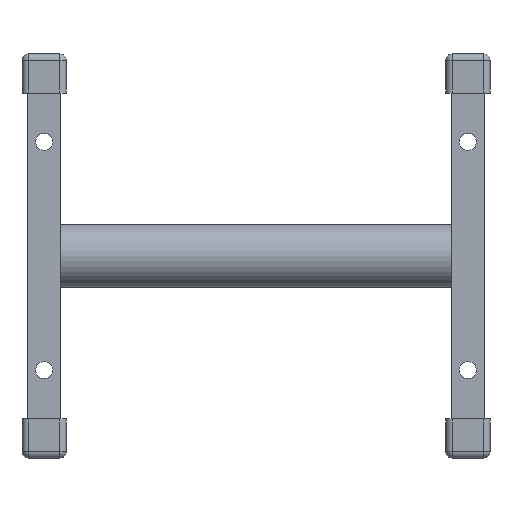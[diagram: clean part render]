
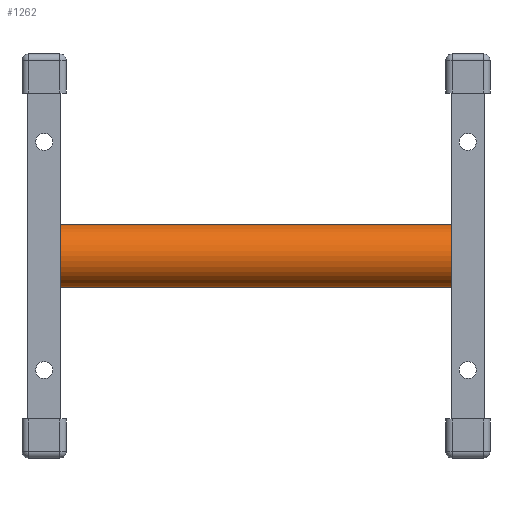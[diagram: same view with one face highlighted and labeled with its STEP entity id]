
A CAD part, front view. The second image highlights one B-rep face of the part: STEP entity #1262.
In plain terms, the highlighted cylindrical face has radius 24.15 mm (diameter 48.3 mm), a partial arc.
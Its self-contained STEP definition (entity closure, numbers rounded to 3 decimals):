
#277 = CARTESIAN_POINT ( 'NONE',  ( -150., 0., 24.15 ) ) ;
#285 = CARTESIAN_POINT ( 'NONE',  ( 150., 0., -24.15 ) ) ;
#305 = DIRECTION ( 'NONE',  ( 0., 0., 1. ) ) ;
#522 = ORIENTED_EDGE ( 'NONE', *, *, #4621, .T. ) ;
#809 = DIRECTION ( 'NONE',  ( 0., 0., -1. ) ) ;
#865 = DIRECTION ( 'NONE',  ( 1., 0., 0. ) ) ;
#1191 = DIRECTION ( 'NONE',  ( -1., 0., 0. ) ) ;
#1262 = ADVANCED_FACE ( 'NONE', ( #2374 ), #3360, .T. ) ;
#1434 = VERTEX_POINT ( 'NONE', #285 ) ;
#1489 = ORIENTED_EDGE ( 'NONE', *, *, #3224, .F. ) ;
#1557 = DIRECTION ( 'NONE',  ( -1., 0., 0. ) ) ;
#1655 = CIRCLE ( 'NONE', #2192, 24.15 ) ;
#1672 = CARTESIAN_POINT ( 'NONE',  ( 150., 0., 0. ) ) ;
#1985 = DIRECTION ( 'NONE',  ( -1., 0., 0. ) ) ;
#2069 = CARTESIAN_POINT ( 'NONE',  ( -150., 0., 0. ) ) ;
#2089 = CARTESIAN_POINT ( 'NONE',  ( 150., 0., 24.15 ) ) ;
#2192 = AXIS2_PLACEMENT_3D ( 'NONE', #2069, #2879, #809 ) ;
#2252 = VERTEX_POINT ( 'NONE', #5396 ) ;
#2374 = FACE_OUTER_BOUND ( 'NONE', #4777, .T. ) ;
#2414 = LINE ( 'NONE', #4090, #2545 ) ;
#2447 = VECTOR ( 'NONE', #1191, 1000. ) ;
#2545 = VECTOR ( 'NONE', #1985, 1000. ) ;
#2809 = VERTEX_POINT ( 'NONE', #277 ) ;
#2879 = DIRECTION ( 'NONE',  ( 1., 0., 0. ) ) ;
#3017 = CARTESIAN_POINT ( 'NONE',  ( -150., 0., -24.15 ) ) ;
#3224 = EDGE_CURVE ( 'NONE', #2252, #1434, #4383, .T. ) ;
#3360 = CYLINDRICAL_SURFACE ( 'NONE', #4451, 24.15 ) ;
#3416 = AXIS2_PLACEMENT_3D ( 'NONE', #1672, #865, #3775 ) ;
#3775 = DIRECTION ( 'NONE',  ( 0., 0., -1. ) ) ;
#3966 = ORIENTED_EDGE ( 'NONE', *, *, #5124, .T. ) ;
#4090 = CARTESIAN_POINT ( 'NONE',  ( 150., 0., -24.15 ) ) ;
#4383 = CIRCLE ( 'NONE', #3416, 24.15 ) ;
#4451 = AXIS2_PLACEMENT_3D ( 'NONE', #4616, #1557, #305 ) ;
#4616 = CARTESIAN_POINT ( 'NONE',  ( 150., 0., 0. ) ) ;
#4621 = EDGE_CURVE ( 'NONE', #2809, #5387, #1655, .T. ) ;
#4721 = EDGE_CURVE ( 'NONE', #1434, #5387, #2414, .T. ) ;
#4777 = EDGE_LOOP ( 'NONE', ( #5046, #1489, #3966, #522 ) ) ;
#5046 = ORIENTED_EDGE ( 'NONE', *, *, #4721, .F. ) ;
#5124 = EDGE_CURVE ( 'NONE', #2252, #2809, #5342, .T. ) ;
#5342 = LINE ( 'NONE', #2089, #2447 ) ;
#5387 = VERTEX_POINT ( 'NONE', #3017 ) ;
#5396 = CARTESIAN_POINT ( 'NONE',  ( 150., 0., 24.15 ) ) ;
